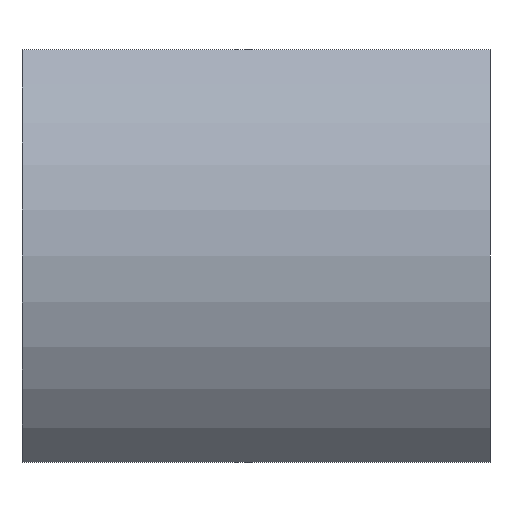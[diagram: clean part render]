
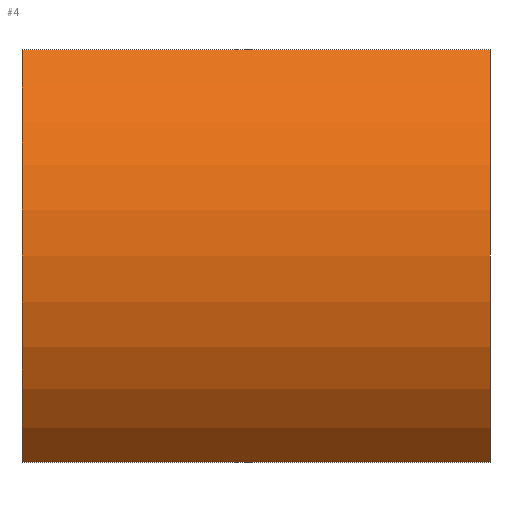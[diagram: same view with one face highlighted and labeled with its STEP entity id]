
A CAD part, left-side view. The second image highlights one B-rep face of the part: STEP entity #4.
In plain terms, the highlighted cylindrical face has radius 10.34 mm (diameter 20.68 mm), a partial arc.
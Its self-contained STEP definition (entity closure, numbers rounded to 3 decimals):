
#2 = EDGE_LOOP ( 'NONE', ( #169, #146, #159, #126 ) ) ;
#4 = ADVANCED_FACE ( 'NONE', ( #118 ), #129, .T. ) ;
#12 = VERTEX_POINT ( 'NONE', #149 ) ;
#22 = CARTESIAN_POINT ( 'NONE',  ( -2.763, 17., 7.5 ) ) ;
#23 = CARTESIAN_POINT ( 'NONE',  ( 4.355, 0., 0. ) ) ;
#27 = CARTESIAN_POINT ( 'NONE',  ( -2.763, 17., -7.5 ) ) ;
#42 = VECTOR ( 'NONE', #203, 1000. ) ;
#64 = CARTESIAN_POINT ( 'NONE',  ( -2.763, 0., -7.5 ) ) ;
#68 = EDGE_CURVE ( 'NONE', #82, #12, #86, .T. ) ;
#71 = EDGE_CURVE ( 'NONE', #76, #12, #107, .T. ) ;
#72 = DIRECTION ( 'NONE',  ( 0., 0., -1. ) ) ;
#76 = VERTEX_POINT ( 'NONE', #85 ) ;
#82 = VERTEX_POINT ( 'NONE', #64 ) ;
#83 = AXIS2_PLACEMENT_3D ( 'NONE', #23, #164, #102 ) ;
#85 = CARTESIAN_POINT ( 'NONE',  ( -2.763, 17., 7.5 ) ) ;
#86 = CIRCLE ( 'NONE', #83, 10.34 ) ;
#102 = DIRECTION ( 'NONE',  ( 0., 0., 1. ) ) ;
#106 = DIRECTION ( 'NONE',  ( 0., -1., 0. ) ) ;
#107 = LINE ( 'NONE', #22, #42 ) ;
#109 = CARTESIAN_POINT ( 'NONE',  ( 4.355, 17., 0. ) ) ;
#116 = AXIS2_PLACEMENT_3D ( 'NONE', #109, #135, #151 ) ;
#118 = FACE_OUTER_BOUND ( 'NONE', #2, .T. ) ;
#122 = CIRCLE ( 'NONE', #116, 10.34 ) ;
#126 = ORIENTED_EDGE ( 'NONE', *, *, #150, .T. ) ;
#128 = LINE ( 'NONE', #27, #134 ) ;
#129 = CYLINDRICAL_SURFACE ( 'NONE', #176, 10.34 ) ;
#131 = EDGE_CURVE ( 'NONE', #181, #76, #122, .T. ) ;
#134 = VECTOR ( 'NONE', #106, 1000. ) ;
#135 = DIRECTION ( 'NONE',  ( 0., 1., 0. ) ) ;
#142 = CARTESIAN_POINT ( 'NONE',  ( -2.763, 17., -7.5 ) ) ;
#145 = CARTESIAN_POINT ( 'NONE',  ( 4.355, 17., 0. ) ) ;
#146 = ORIENTED_EDGE ( 'NONE', *, *, #71, .F. ) ;
#149 = CARTESIAN_POINT ( 'NONE',  ( -2.763, 0., 7.5 ) ) ;
#150 = EDGE_CURVE ( 'NONE', #181, #82, #128, .T. ) ;
#151 = DIRECTION ( 'NONE',  ( 0., 0., 1. ) ) ;
#159 = ORIENTED_EDGE ( 'NONE', *, *, #131, .F. ) ;
#164 = DIRECTION ( 'NONE',  ( 0., 1., 0. ) ) ;
#169 = ORIENTED_EDGE ( 'NONE', *, *, #68, .T. ) ;
#176 = AXIS2_PLACEMENT_3D ( 'NONE', #145, #178, #72 ) ;
#178 = DIRECTION ( 'NONE',  ( 0., -1., 0. ) ) ;
#181 = VERTEX_POINT ( 'NONE', #142 ) ;
#203 = DIRECTION ( 'NONE',  ( 0., -1., 0. ) ) ;
